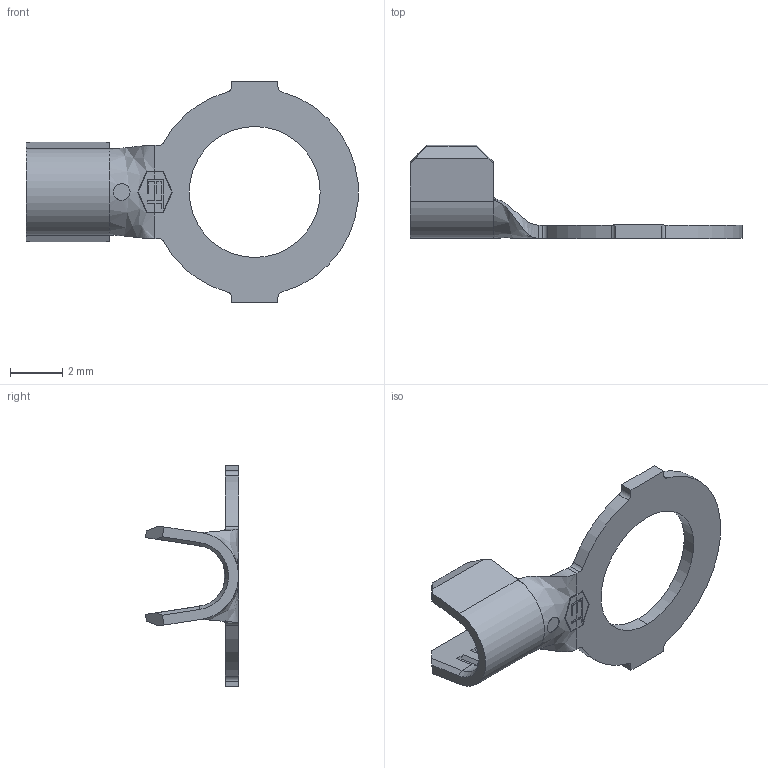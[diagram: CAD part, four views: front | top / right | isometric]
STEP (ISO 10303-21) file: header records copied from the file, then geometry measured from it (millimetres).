
FILE_DESCRIPTION (( 'STEP AP203' ), '1' );
FILE_NAME ('00800.STEP', '2015-02-17T13:33:46', ( '' ), ( '' ), 'SwSTEP 2.0', 'SolidWorks 2014', '' );
FILE_SCHEMA (( 'CONFIG_CONTROL_DESIGN' ));
Length unit declared in the file: inch
Products named in the file (1): 00800
Bounding box: 12.69 x 3.56 x 8.43 mm (x, y, z)
Volume: 30.7 mm3; surface area: 156.1 mm2
Topology: 1 solids, 1 shells, 123 faces, 327 edges, 208 vertices
Faces by surface type: plane 88, cylinder 21, bspline 7, cone 7
Entity records: 3984 total; most frequent: CARTESIAN_POINT 912, ORIENTED_EDGE 654, DIRECTION 568, EDGE_CURVE 327, LINE 252, VECTOR 252, VERTEX_POINT 208, AXIS2_PLACEMENT_3D 158
